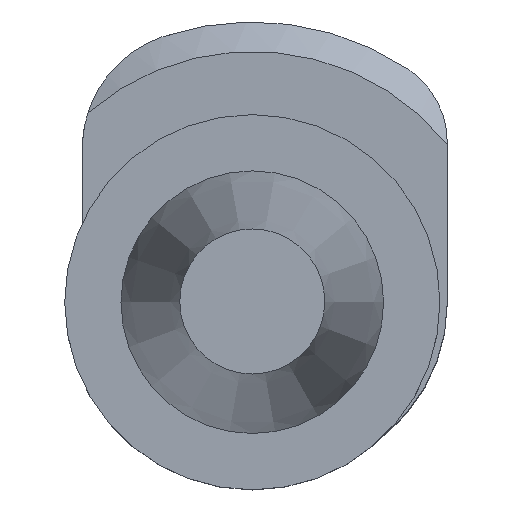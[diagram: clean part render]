
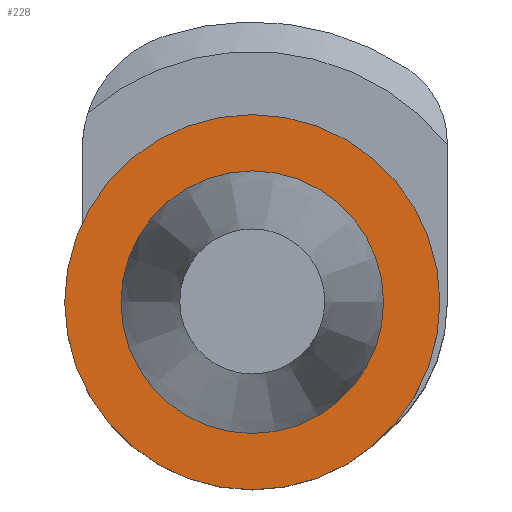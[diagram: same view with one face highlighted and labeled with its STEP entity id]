
A CAD part, top view. The second image highlights one B-rep face of the part: STEP entity #228.
In plain terms, the highlighted planar face has unit normal (0, 0, 1).
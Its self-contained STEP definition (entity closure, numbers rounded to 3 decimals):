
#220=EDGE_CURVE('Unnamed[1]',#487,#487,#488,.T.);
#228=ADVANCED_FACE('Unnamed[1]',(#497,#498),#499,.T.);
#296=EDGE_CURVE('Unnamed[1]',#587,#587,#588,.T.);
#487=VERTEX_POINT('',#841);
#488=CIRCLE('',#842,22.225);
#497=FACE_OUTER_BOUND('',#855,.T.);
#498=FACE_BOUND('',#856,.T.);
#499=PLANE('',#857);
#587=VERTEX_POINT('',#1020);
#588=CIRCLE('',#1021,31.75);
#841=CARTESIAN_POINT('',(-22.225,0.,-1.));
#842=AXIS2_PLACEMENT_3D('',#1221,#1222,#1223);
#855=EDGE_LOOP('',(#1235));
#856=EDGE_LOOP('',(#1236));
#857=AXIS2_PLACEMENT_3D('',#1237,#1238,#1239);
#1020=CARTESIAN_POINT('',(-31.75,0.,-1.));
#1021=AXIS2_PLACEMENT_3D('',#1345,#1346,#1347);
#1221=CARTESIAN_POINT('',(0.,0.,-1.0));
#1222=DIRECTION('',(0.,0.,-1.0));
#1223=DIRECTION('',(-1.0,0.,0.));
#1235=ORIENTED_EDGE('',*,*,#296,.F.);
#1236=ORIENTED_EDGE('',*,*,#220,.T.);
#1237=CARTESIAN_POINT('',(-26.987,0.,-1.));
#1238=DIRECTION('',(0.,0.,1.0));
#1239=DIRECTION('',(1.0,0.,0.));
#1345=CARTESIAN_POINT('',(0.,0.,-1.0));
#1346=DIRECTION('',(0.,0.,-1.0));
#1347=DIRECTION('',(-1.0,0.,0.));
